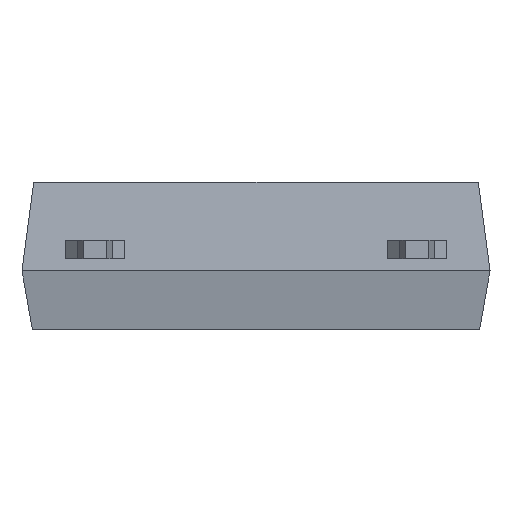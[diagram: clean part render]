
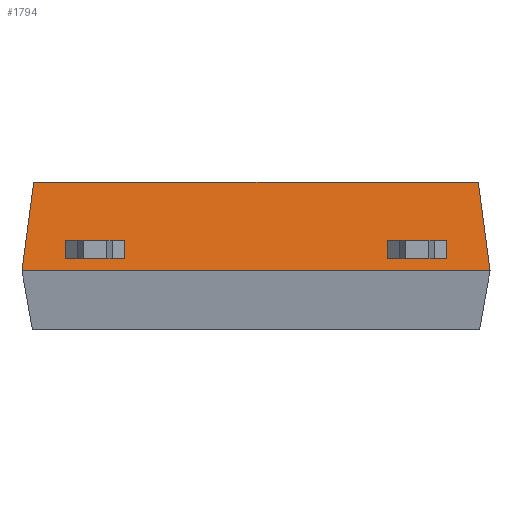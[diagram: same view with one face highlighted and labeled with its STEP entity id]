
A CAD part, front view. The second image highlights one B-rep face of the part: STEP entity #1794.
In plain terms, the highlighted planar face has unit normal (0, -0.991, 0.131).
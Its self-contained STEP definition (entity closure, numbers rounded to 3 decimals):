
#91 = CARTESIAN_POINT ( 'NONE',  ( -7.93, 4.49, -0.722 ) ) ;
#174 = EDGE_CURVE ( 'NONE', #1219, #1597, #1626, .T. ) ;
#224 = VECTOR ( 'NONE', #446, 1000. ) ;
#249 = FACE_OUTER_BOUND ( 'NONE', #1433, .T. ) ;
#269 = VECTOR ( 'NONE', #275, 1000. ) ;
#275 = DIRECTION ( 'NONE',  ( 1., 0., 0. ) ) ;
#280 = CARTESIAN_POINT ( 'NONE',  ( 7.664, 4.756, 1.296 ) ) ;
#335 = AXIS2_PLACEMENT_3D ( 'NONE', #1319, #1900, #1453 ) ;
#345 = CARTESIAN_POINT ( 'NONE',  ( -7.571, 4.849, 2.007 ) ) ;
#360 = ORIENTED_EDGE ( 'NONE', *, *, #174, .F. ) ;
#446 = DIRECTION ( 'NONE',  ( -0.129, 0.129, 0.983 ) ) ;
#472 = CARTESIAN_POINT ( 'NONE',  ( 7.93, 4.49, -0.722 ) ) ;
#571 = CARTESIAN_POINT ( 'NONE',  ( 0., 4.886, 2.282 ) ) ;
#625 = LINE ( 'NONE', #280, #224 ) ;
#711 = PLANE ( 'NONE',  #335 ) ;
#759 = EDGE_CURVE ( 'NONE', #981, #1597, #625, .T. ) ;
#840 = VECTOR ( 'NONE', #1305, 1000. ) ;
#863 = ORIENTED_EDGE ( 'NONE', *, *, #759, .T. ) ;
#981 = VERTEX_POINT ( 'NONE', #472 ) ;
#1128 = DIRECTION ( 'NONE',  ( 0.129, 0.129, 0.983 ) ) ;
#1150 = CARTESIAN_POINT ( 'NONE',  ( -7.93, 4.49, -0.722 ) ) ;
#1215 = ORIENTED_EDGE ( 'NONE', *, *, #1777, .F. ) ;
#1219 = VERTEX_POINT ( 'NONE', #1321 ) ;
#1305 = DIRECTION ( 'NONE',  ( -1., 0., 0. ) ) ;
#1319 = CARTESIAN_POINT ( 'NONE',  ( -7.93, 4.49, -0.722 ) ) ;
#1321 = CARTESIAN_POINT ( 'NONE',  ( -7.534, 4.886, 2.282 ) ) ;
#1424 = ORIENTED_EDGE ( 'NONE', *, *, #1736, .F. ) ;
#1433 = EDGE_LOOP ( 'NONE', ( #863, #360, #1424, #1215 ) ) ;
#1453 = DIRECTION ( 'NONE',  ( -1., 0., 0. ) ) ;
#1561 = LINE ( 'NONE', #345, #1884 ) ;
#1597 = VERTEX_POINT ( 'NONE', #1787 ) ;
#1626 = LINE ( 'NONE', #571, #269 ) ;
#1736 = EDGE_CURVE ( 'NONE', #1791, #1219, #1561, .T. ) ;
#1777 = EDGE_CURVE ( 'NONE', #981, #1791, #1781, .T. ) ;
#1781 = LINE ( 'NONE', #91, #840 ) ;
#1787 = CARTESIAN_POINT ( 'NONE',  ( 7.534, 4.886, 2.282 ) ) ;
#1791 = VERTEX_POINT ( 'NONE', #1150 ) ;
#1794 = ADVANCED_FACE ( 'NONE', ( #249 ), #711, .F. ) ;
#1884 = VECTOR ( 'NONE', #1128, 1000. ) ;
#1900 = DIRECTION ( 'NONE',  ( 0., 0.991, -0.131 ) ) ;
